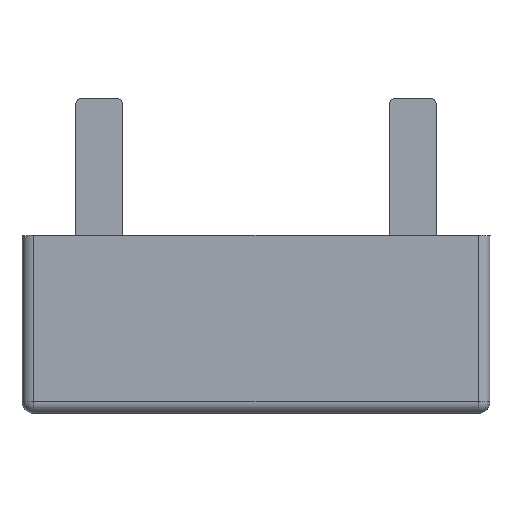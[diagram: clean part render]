
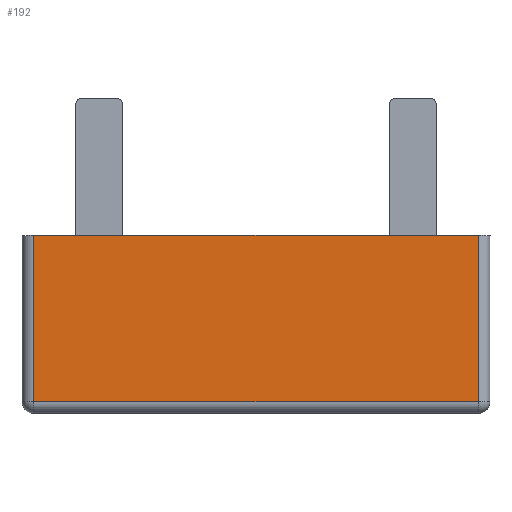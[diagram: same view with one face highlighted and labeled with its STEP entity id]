
A CAD part, top view. The second image highlights one B-rep face of the part: STEP entity #192.
In plain terms, the highlighted planar face has unit normal (0, 0, 1).
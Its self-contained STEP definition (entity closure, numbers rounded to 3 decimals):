
#192=ADVANCED_FACE('',(#335),#336,.F.);
#335=FACE_OUTER_BOUND('',#454,.T.);
#336=PLANE('',#455);
#454=EDGE_LOOP('',(#705,#706,#707,#708));
#455=AXIS2_PLACEMENT_3D('',#709,#710,#711);
#705=ORIENTED_EDGE('',*,*,#819,.T.);
#706=ORIENTED_EDGE('',*,*,#854,.F.);
#707=ORIENTED_EDGE('',*,*,#856,.T.);
#708=ORIENTED_EDGE('',*,*,#849,.T.);
#709=CARTESIAN_POINT('',(20.0,7.6,3.8));
#710=DIRECTION('',(0.0,0.0,-1.0));
#711=DIRECTION('',(1.0,0.0,0.0));
#819=EDGE_CURVE('',#958,#956,#959,.T.);
#849=EDGE_CURVE('',#998,#958,#999,.T.);
#854=EDGE_CURVE('',#1004,#956,#1006,.T.);
#856=EDGE_CURVE('',#1004,#998,#1008,.T.);
#956=VERTEX_POINT('',#1139);
#958=VERTEX_POINT('',#1141);
#959=LINE('',#1142,#1143);
#998=VERTEX_POINT('',#1193);
#999=LINE('',#1194,#1195);
#1004=VERTEX_POINT('',#1201);
#1006=LINE('',#1203,#1204);
#1008=LINE('',#1206,#1207);
#1139=CARTESIAN_POINT('',(39.0,1.0,3.8));
#1141=CARTESIAN_POINT('',(1.0,1.0,3.8));
#1142=CARTESIAN_POINT('',(10.0,1.,3.8));
#1143=VECTOR('',#1284,1.0);
#1193=CARTESIAN_POINT('',(1.,15.2,3.8));
#1194=CARTESIAN_POINT('',(1.,7.6,3.8));
#1195=VECTOR('',#1323,1.0);
#1201=CARTESIAN_POINT('',(39.0,15.2,3.8));
#1203=CARTESIAN_POINT('',(39.,7.6,3.8));
#1204=VECTOR('',#1331,1.0);
#1206=CARTESIAN_POINT('',(20.0,15.2,3.8));
#1207=VECTOR('',#1332,1.0);
#1284=DIRECTION('',(1.0,-0.0,0.0));
#1323=DIRECTION('',(0.0,-1.0,0.0));
#1331=DIRECTION('',(0.0,-1.0,0.0));
#1332=DIRECTION('',(-1.0,0.0,0.0));
